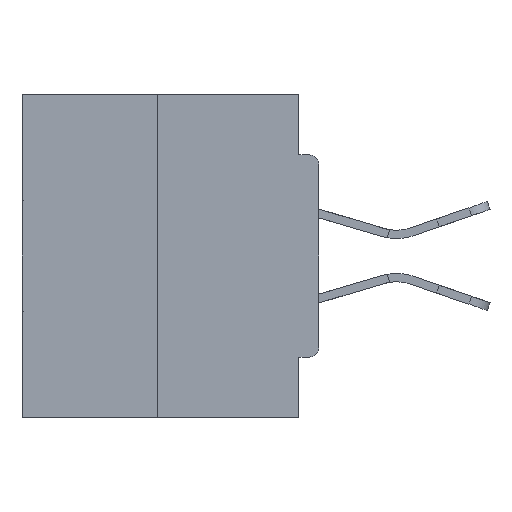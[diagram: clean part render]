
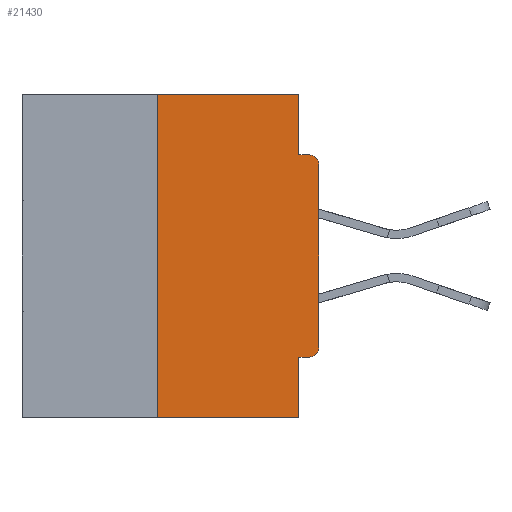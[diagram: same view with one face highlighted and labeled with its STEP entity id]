
A CAD part, left-side view. The second image highlights one B-rep face of the part: STEP entity #21430.
In plain terms, the highlighted planar face has unit normal (-1, 0, 0).
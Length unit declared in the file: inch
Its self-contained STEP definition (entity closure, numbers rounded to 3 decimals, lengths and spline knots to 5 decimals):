
#85 = DIRECTION ( 'NONE',  ( 0., 0., -1. ) ) ;
#1628 = CARTESIAN_POINT ( 'NONE',  ( 0., 0., -0.4065 ) ) ;
#1955 = VECTOR ( 'NONE', #38318, 39.37008 ) ;
#2379 = ORIENTED_EDGE ( 'NONE', *, *, #28210, .F. ) ;
#2436 = EDGE_CURVE ( 'NONE', #21149, #18726, #23461, .T. ) ;
#3238 = ORIENTED_EDGE ( 'NONE', *, *, #2436, .F. ) ;
#3367 = CARTESIAN_POINT ( 'NONE',  ( 0., 0.46, -0.5 ) ) ;
#4113 = DIRECTION ( 'NONE',  ( 0., 1., 0. ) ) ;
#5236 = VECTOR ( 'NONE', #13153, 39.37008 ) ;
#5252 = VERTEX_POINT ( 'NONE', #21904 ) ;
#5674 = LINE ( 'NONE', #31106, #5236 ) ;
#6405 = CARTESIAN_POINT ( 'NONE',  ( 0., 0.015, -0.1085 ) ) ;
#6849 = CARTESIAN_POINT ( 'NONE',  ( 0., 0.031, 0. ) ) ;
#6909 = LINE ( 'NONE', #22047, #21728 ) ;
#7615 = EDGE_CURVE ( 'NONE', #33667, #18360, #10097, .T. ) ;
#7940 = FACE_OUTER_BOUND ( 'NONE', #37879, .T. ) ;
#8157 = VECTOR ( 'NONE', #24688, 39.37008 ) ;
#8842 = EDGE_CURVE ( 'NONE', #5252, #18925, #13763, .T. ) ;
#9121 = DIRECTION ( 'NONE',  ( -1., 0., 0. ) ) ;
#9789 = LINE ( 'NONE', #3367, #1955 ) ;
#10097 = CIRCLE ( 'NONE', #14259, 0.015 ) ;
#10130 = CARTESIAN_POINT ( 'NONE',  ( 0., 0., -0.0935 ) ) ;
#10379 = CARTESIAN_POINT ( 'NONE',  ( 0., 0.25, -0.5 ) ) ;
#10451 = VERTEX_POINT ( 'NONE', #21068 ) ;
#10646 = ORIENTED_EDGE ( 'NONE', *, *, #21043, .T. ) ;
#11040 = CARTESIAN_POINT ( 'NONE',  ( 0., 0.46, 0. ) ) ;
#11480 = VERTEX_POINT ( 'NONE', #22647 ) ;
#11835 = EDGE_CURVE ( 'NONE', #11480, #10451, #5674, .T. ) ;
#12901 = ORIENTED_EDGE ( 'NONE', *, *, #7615, .T. ) ;
#13030 = ORIENTED_EDGE ( 'NONE', *, *, #34059, .F. ) ;
#13153 = DIRECTION ( 'NONE',  ( 0., 0., -1. ) ) ;
#13435 = CARTESIAN_POINT ( 'NONE',  ( 0., 0.25, 0. ) ) ;
#13462 = VECTOR ( 'NONE', #34563, 39.37008 ) ;
#13763 = CIRCLE ( 'NONE', #33169, 0.015 ) ;
#14259 = AXIS2_PLACEMENT_3D ( 'NONE', #36168, #27539, #36415 ) ;
#15291 = CARTESIAN_POINT ( 'NONE',  ( 0., 0.031, 0. ) ) ;
#15869 = ORIENTED_EDGE ( 'NONE', *, *, #11835, .F. ) ;
#16281 = DIRECTION ( 'NONE',  ( 1., 0., 0. ) ) ;
#16438 = DIRECTION ( 'NONE',  ( 0., 0., 1. ) ) ;
#16705 = AXIS2_PLACEMENT_3D ( 'NONE', #22504, #16281, #36982 ) ;
#17096 = VERTEX_POINT ( 'NONE', #18849 ) ;
#17815 = ORIENTED_EDGE ( 'NONE', *, *, #34756, .F. ) ;
#18360 = VERTEX_POINT ( 'NONE', #35353 ) ;
#18726 = VERTEX_POINT ( 'NONE', #30097 ) ;
#18849 = CARTESIAN_POINT ( 'NONE',  ( 0., 0.25, 0. ) ) ;
#18925 = VERTEX_POINT ( 'NONE', #30224 ) ;
#19061 = EDGE_CURVE ( 'NONE', #34783, #17096, #22537, .T. ) ;
#19074 = ORIENTED_EDGE ( 'NONE', *, *, #29358, .T. ) ;
#21043 = EDGE_CURVE ( 'NONE', #34783, #10451, #9789, .T. ) ;
#21068 = CARTESIAN_POINT ( 'NONE',  ( 0., 0.031, -0.5 ) ) ;
#21149 = VERTEX_POINT ( 'NONE', #15291 ) ;
#21430 = ADVANCED_FACE ( 'NONE', ( #7940 ), #33492, .F. ) ;
#21728 = VECTOR ( 'NONE', #16438, 39.37008 ) ;
#21904 = CARTESIAN_POINT ( 'NONE',  ( 0., 0., -0.1085 ) ) ;
#22047 = CARTESIAN_POINT ( 'NONE',  ( 0., 0., 0. ) ) ;
#22413 = DIRECTION ( 'NONE',  ( 0., -1., 0. ) ) ;
#22504 = CARTESIAN_POINT ( 'NONE',  ( 0., 0.46, 0. ) ) ;
#22537 = LINE ( 'NONE', #13435, #38364 ) ;
#22647 = CARTESIAN_POINT ( 'NONE',  ( 0., 0.031, -0.4065 ) ) ;
#22716 = LINE ( 'NONE', #11040, #13462 ) ;
#23456 = CARTESIAN_POINT ( 'NONE',  ( 0., 0.015, -0.4065 ) ) ;
#23461 = LINE ( 'NONE', #6849, #8157 ) ;
#24688 = DIRECTION ( 'NONE',  ( 0., 0., -1. ) ) ;
#27484 = LINE ( 'NONE', #10130, #31693 ) ;
#27539 = DIRECTION ( 'NONE',  ( -1., 0., 0. ) ) ;
#28210 = EDGE_CURVE ( 'NONE', #17096, #21149, #22716, .T. ) ;
#28930 = LINE ( 'NONE', #1628, #33147 ) ;
#29358 = EDGE_CURVE ( 'NONE', #18360, #5252, #6909, .T. ) ;
#30097 = CARTESIAN_POINT ( 'NONE',  ( 0., 0.031, -0.0935 ) ) ;
#30224 = CARTESIAN_POINT ( 'NONE',  ( 0., 0.015, -0.0935 ) ) ;
#31106 = CARTESIAN_POINT ( 'NONE',  ( 0., 0.031, -0.5 ) ) ;
#31693 = VECTOR ( 'NONE', #22413, 39.37008 ) ;
#33147 = VECTOR ( 'NONE', #4113, 39.37008 ) ;
#33169 = AXIS2_PLACEMENT_3D ( 'NONE', #6405, #9121, #85 ) ;
#33266 = ORIENTED_EDGE ( 'NONE', *, *, #8842, .T. ) ;
#33492 = PLANE ( 'NONE',  #16705 ) ;
#33667 = VERTEX_POINT ( 'NONE', #23456 ) ;
#34059 = EDGE_CURVE ( 'NONE', #33667, #11480, #28930, .T. ) ;
#34247 = DIRECTION ( 'NONE',  ( 0., 0., 1. ) ) ;
#34563 = DIRECTION ( 'NONE',  ( 0., -1., 0. ) ) ;
#34756 = EDGE_CURVE ( 'NONE', #18726, #18925, #27484, .T. ) ;
#34783 = VERTEX_POINT ( 'NONE', #10379 ) ;
#35353 = CARTESIAN_POINT ( 'NONE',  ( 0., 0., -0.3915 ) ) ;
#36168 = CARTESIAN_POINT ( 'NONE',  ( 0., 0.015, -0.3915 ) ) ;
#36415 = DIRECTION ( 'NONE',  ( 0., 0., -1. ) ) ;
#36982 = DIRECTION ( 'NONE',  ( 0., 0., -1. ) ) ;
#37879 = EDGE_LOOP ( 'NONE', ( #2379, #37884, #10646, #15869, #13030, #12901, #19074, #33266, #17815, #3238 ) ) ;
#37884 = ORIENTED_EDGE ( 'NONE', *, *, #19061, .F. ) ;
#38318 = DIRECTION ( 'NONE',  ( 0., -1., 0. ) ) ;
#38364 = VECTOR ( 'NONE', #34247, 39.37008 ) ;
